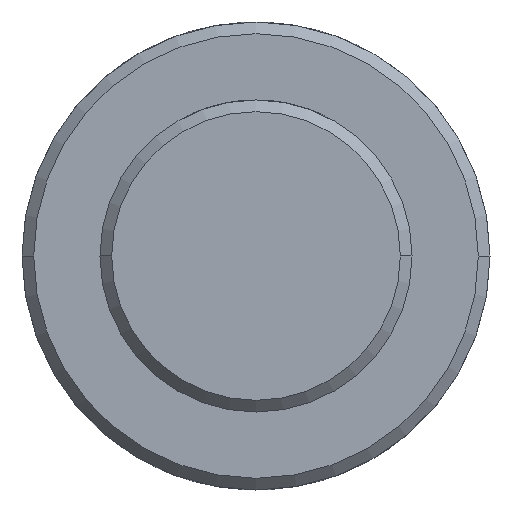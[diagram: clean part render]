
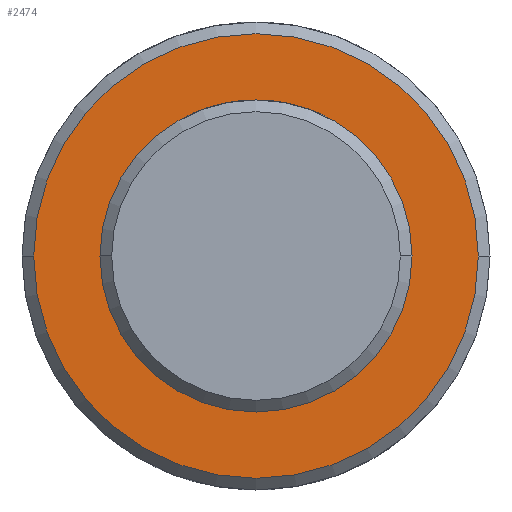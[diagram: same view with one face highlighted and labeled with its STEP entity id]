
A CAD part, front view. The second image highlights one B-rep face of the part: STEP entity #2474.
In plain terms, the highlighted planar face has unit normal (0, -1, 0).
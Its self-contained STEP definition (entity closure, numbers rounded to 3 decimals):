
#158 = DIRECTION ( 'NONE',  ( 1., 0., 0. ) ) ;
#160 = CARTESIAN_POINT ( 'NONE',  ( 0., -125., 0. ) ) ;
#435 = VERTEX_POINT ( 'NONE', #2762 ) ;
#437 = CARTESIAN_POINT ( 'NONE',  ( 5.7, -125., 0. ) ) ;
#497 = CIRCLE ( 'NONE', #2589, 4. ) ;
#647 = DIRECTION ( 'NONE',  ( 1., 0., 0. ) ) ;
#747 = EDGE_CURVE ( 'Defeature ausgef�hrt1_8+Defeature ausgef�hrt1_19+Defeature ausgef�hrt1_19+Defeature ausgef�hrt1_19', #1319, #1136, #1805, .T. ) ;
#775 = AXIS2_PLACEMENT_3D ( 'NONE', #1265, #3230, #158 ) ;
#1015 = DIRECTION ( 'NONE',  ( -1., 0., 0. ) ) ;
#1063 = AXIS2_PLACEMENT_3D ( 'NONE', #1948, #3586, #2757 ) ;
#1093 = CIRCLE ( 'NONE', #2476, 4. ) ;
#1136 = VERTEX_POINT ( 'NONE', #2341 ) ;
#1208 = EDGE_LOOP ( 'NONE', ( #1495, #2643 ) ) ;
#1265 = CARTESIAN_POINT ( 'NONE',  ( 0., -125., 0. ) ) ;
#1319 = VERTEX_POINT ( 'NONE', #437 ) ;
#1386 = FACE_BOUND ( 'NONE', #1208, .T. ) ;
#1495 = ORIENTED_EDGE ( 'NONE', *, *, #3160, .T. ) ;
#1512 = EDGE_LOOP ( 'NONE', ( #3328, #2221 ) ) ;
#1551 = DIRECTION ( 'NONE',  ( -1., 0., 0. ) ) ;
#1782 = EDGE_CURVE ( 'Defeature ausgef�hrt1_8+Defeature ausgef�hrt1_19+Defeature ausgef�hrt1_19+Defeature ausgef�hrt1_19', #1136, #1319, #3244, .T. ) ;
#1797 = DIRECTION ( 'NONE',  ( 0., 1., 0. ) ) ;
#1805 = CIRCLE ( 'NONE', #1063, 5.7 ) ;
#1948 = CARTESIAN_POINT ( 'NONE',  ( 0., -125., 0. ) ) ;
#2221 = ORIENTED_EDGE ( 'NONE', *, *, #747, .T. ) ;
#2328 = CARTESIAN_POINT ( 'NONE',  ( 0., -125., 4. ) ) ;
#2329 = FACE_OUTER_BOUND ( 'NONE', #1512, .T. ) ;
#2341 = CARTESIAN_POINT ( 'NONE',  ( -5.7, -125., 0. ) ) ;
#2369 = CARTESIAN_POINT ( 'NONE',  ( -4., -125., 0. ) ) ;
#2472 = VERTEX_POINT ( 'NONE', #2369 ) ;
#2474 = ADVANCED_FACE ( 'Defeature ausgef�hrt1_8', ( #2329, #1386 ), #2890, .T. ) ;
#2476 = AXIS2_PLACEMENT_3D ( 'NONE', #160, #2708, #1015 ) ;
#2589 = AXIS2_PLACEMENT_3D ( 'NONE', #3229, #1797, #1551 ) ;
#2643 = ORIENTED_EDGE ( 'NONE', *, *, #3589, .T. ) ;
#2708 = DIRECTION ( 'NONE',  ( 0., 1., 0. ) ) ;
#2757 = DIRECTION ( 'NONE',  ( 1., 0., 0. ) ) ;
#2762 = CARTESIAN_POINT ( 'NONE',  ( 4., -125., 0. ) ) ;
#2890 = PLANE ( 'NONE',  #2944 ) ;
#2916 = DIRECTION ( 'NONE',  ( 0., -1., 0. ) ) ;
#2944 = AXIS2_PLACEMENT_3D ( 'NONE', #2328, #2916, #647 ) ;
#3160 = EDGE_CURVE ( 'Defeature ausgef�hrt1_8+Defeature ausgef�hrt1_9+Defeature ausgef�hrt1_9+Defeature ausgef�hrt1_9', #2472, #435, #1093, .T. ) ;
#3229 = CARTESIAN_POINT ( 'NONE',  ( 0., -125., 0. ) ) ;
#3230 = DIRECTION ( 'NONE',  ( 0., -1., 0. ) ) ;
#3244 = CIRCLE ( 'NONE', #775, 5.7 ) ;
#3328 = ORIENTED_EDGE ( 'NONE', *, *, #1782, .T. ) ;
#3586 = DIRECTION ( 'NONE',  ( 0., -1., 0. ) ) ;
#3589 = EDGE_CURVE ( 'Defeature ausgef�hrt1_8+Defeature ausgef�hrt1_9+Defeature ausgef�hrt1_9+Defeature ausgef�hrt1_9', #435, #2472, #497, .T. ) ;
